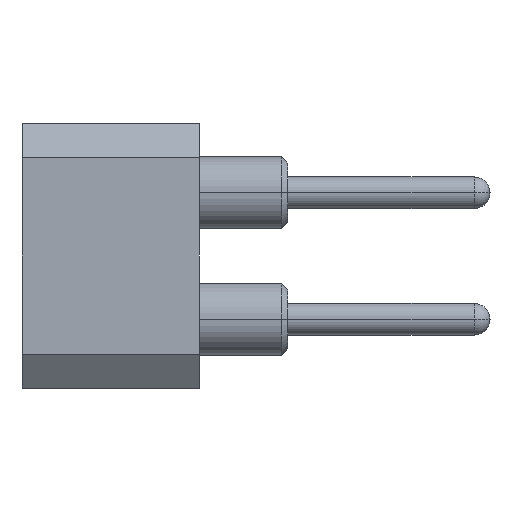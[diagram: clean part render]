
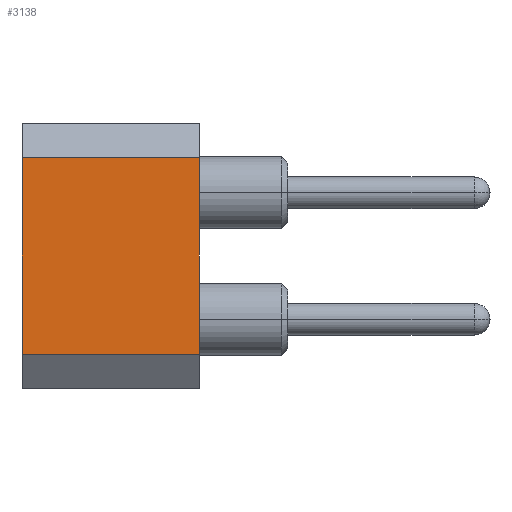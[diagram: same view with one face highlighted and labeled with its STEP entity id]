
A CAD part, left-side view. The second image highlights one B-rep face of the part: STEP entity #3138.
In plain terms, the highlighted planar face has unit normal (-1, 0, 0).
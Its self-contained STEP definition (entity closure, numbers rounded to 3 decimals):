
#5=DIRECTION('',(0.,0.,1.));
#6=VECTOR('',#5,3.1);
#7=CARTESIAN_POINT('',(-8.,0.,-1.55));
#8=LINE('',#7,#6);
#625=DIRECTION('',(0.,0.,1.));
#626=VECTOR('',#625,3.1);
#627=CARTESIAN_POINT('',(-8.,2.8,-1.55));
#628=LINE('',#627,#626);
#913=DIRECTION('',(0.,1.,0.));
#914=VECTOR('',#913,2.8);
#915=CARTESIAN_POINT('',(-8.,0.,-1.55));
#916=LINE('',#915,#914);
#917=DIRECTION('',(0.,1.,0.));
#918=VECTOR('',#917,2.8);
#919=CARTESIAN_POINT('',(-8.,0.,1.55));
#920=LINE('',#919,#918);
#1809=CARTESIAN_POINT('',(-8.,0.,-1.55));
#1811=VERTEX_POINT('',#1809);
#1814=CARTESIAN_POINT('',(-8.,0.,1.55));
#1816=VERTEX_POINT('',#1814);
#1817=CARTESIAN_POINT('',(-8.,2.8,-1.55));
#1819=VERTEX_POINT('',#1817);
#1822=CARTESIAN_POINT('',(-8.,2.8,1.55));
#1824=VERTEX_POINT('',#1822);
#3127=CARTESIAN_POINT('',(-8.,0.,-2.1));
#3128=DIRECTION('',(-1.,0.,0.));
#3129=DIRECTION('',(0.,0.,1.));
#3130=AXIS2_PLACEMENT_3D('',#3127,#3128,#3129);
#3131=PLANE('',#3130);
#3132=ORIENTED_EDGE('',*,*,#2295,.T.);
#3133=ORIENTED_EDGE('',*,*,#2526,.T.);
#3134=ORIENTED_EDGE('',*,*,#3120,.F.);
#3135=ORIENTED_EDGE('',*,*,#2088,.F.);
#3136=EDGE_LOOP('',(#3132,#3133,#3134,#3135));
#3137=FACE_OUTER_BOUND('',#3136,.F.);
#2088=EDGE_CURVE('',#1811,#1816,#8,.T.);
#2295=EDGE_CURVE('',#1811,#1819,#916,.T.);
#2526=EDGE_CURVE('',#1819,#1824,#628,.T.);
#3120=EDGE_CURVE('',#1816,#1824,#920,.T.);
#3138=ADVANCED_FACE('',(#3137),#3131,.T.);
